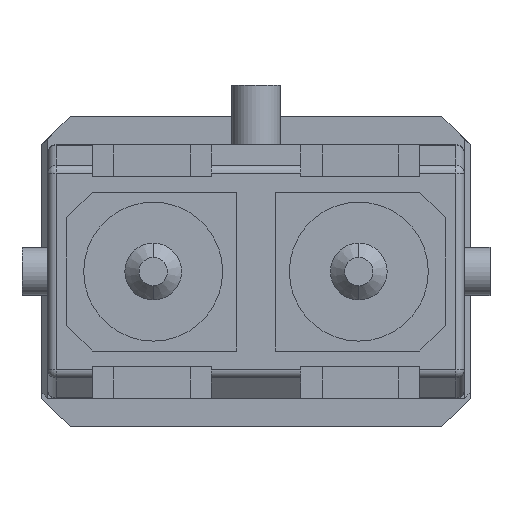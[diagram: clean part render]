
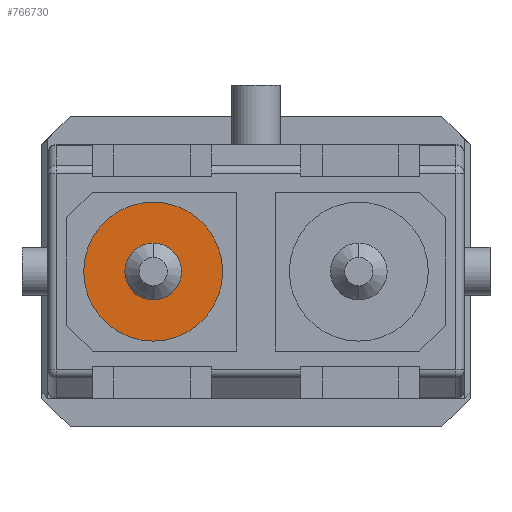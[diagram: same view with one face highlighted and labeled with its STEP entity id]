
A CAD part, front view. The second image highlights one B-rep face of the part: STEP entity #766730.
In plain terms, the highlighted face is planar.
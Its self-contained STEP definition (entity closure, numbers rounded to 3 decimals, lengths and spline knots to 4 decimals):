
#766380=CARTESIAN_POINT('',(3.4148,4.47,
-22.1));
#766390=DIRECTION('',(0.,0.,-1.));
#766400=DIRECTION('',(0.,1.,0.));
#766410=AXIS2_PLACEMENT_3D('',#766380,#766390,#766400);
#766420=PLANE('',#766410);
#766430=CARTESIAN_POINT('',(-3.8348,4.47,
-22.1));
#766440=DIRECTION('',(0.,0.,1.));
#766450=DIRECTION('',(0.,-1.,0.));
#766460=AXIS2_PLACEMENT_3D('',#766430,#766440,#766450);
#766470=CIRCLE('',#766460,1.);
#766480=CARTESIAN_POINT('',(-3.8348,3.47,
-22.1));
#766490=VERTEX_POINT('',#766480);
#766500=CARTESIAN_POINT('',(-3.8348,5.47,
-22.1));
#766510=VERTEX_POINT('',#766500);
#766520=EDGE_CURVE('',#766490,#766510,#766470,.T.);
#766530=ORIENTED_EDGE('',*,*,#766520,.T.);
#766540=EDGE_CURVE('',#766510,#766490,#766470,.T.);
#766550=ORIENTED_EDGE('',*,*,#766540,.T.);
#766560=EDGE_LOOP('',(#766550,#766530));
#766570=FACE_BOUND('',#766560,.T.);
#766580=CARTESIAN_POINT('',(-3.8348,4.47,
-22.1));
#766590=DIRECTION('',(0.,0.,-1.));
#766600=DIRECTION('',(0.,1.,0.));
#766610=AXIS2_PLACEMENT_3D('',#766580,#766590,#766600);
#766620=CIRCLE('',#766610,2.45);
#766630=CARTESIAN_POINT('',(-3.8348,6.92,
-22.1));
#766640=VERTEX_POINT('',#766630);
#766650=CARTESIAN_POINT('',(-3.8348,2.02,
-22.1));
#766660=VERTEX_POINT('',#766650);
#766670=EDGE_CURVE('',#766640,#766660,#766620,.T.);
#766680=ORIENTED_EDGE('',*,*,#766670,.T.);
#766690=EDGE_CURVE('',#766660,#766640,#766620,.T.);
#766700=ORIENTED_EDGE('',*,*,#766690,.T.);
#766710=EDGE_LOOP('',(#766700,#766680));
#766720=FACE_OUTER_BOUND('',#766710,.T.);
#766730=ADVANCED_FACE('',(#766570,#766720),#766420,.T.);
